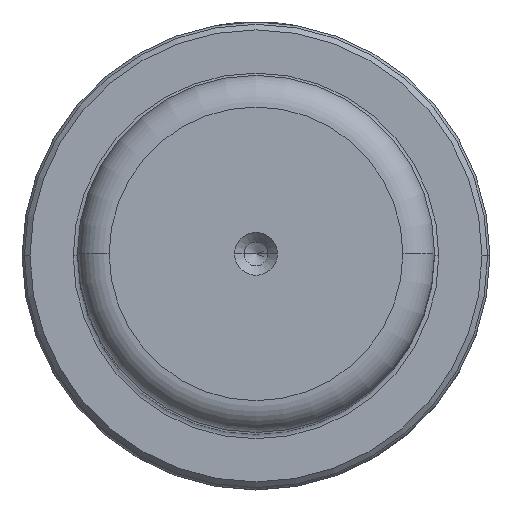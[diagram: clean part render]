
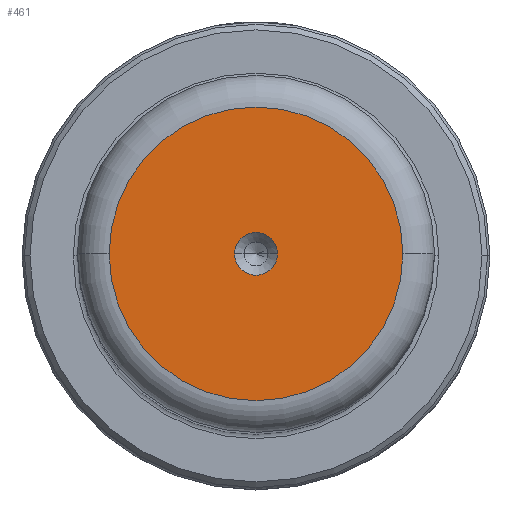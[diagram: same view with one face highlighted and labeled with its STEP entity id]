
A CAD part, top view. The second image highlights one B-rep face of the part: STEP entity #461.
In plain terms, the highlighted planar face has unit normal (0, 0, 1).
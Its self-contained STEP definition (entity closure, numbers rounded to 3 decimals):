
#10 = DIRECTION ( 'NONE',  ( 0., 0., 1. ) ) ;
#71 = CARTESIAN_POINT ( 'NONE',  ( -2.7, 0., 192. ) ) ;
#238 = CARTESIAN_POINT ( 'NONE',  ( 18.514, 0., 192. ) ) ;
#287 = VERTEX_POINT ( 'NONE', #2456 ) ;
#299 = CIRCLE ( 'NONE', #1769, 2.7 ) ;
#305 = DIRECTION ( 'NONE',  ( 0., 0., 1. ) ) ;
#312 = ORIENTED_EDGE ( 'NONE', *, *, #485, .T. ) ;
#426 = DIRECTION ( 'NONE',  ( 1., 0., 0. ) ) ;
#443 = CARTESIAN_POINT ( 'NONE',  ( 0., 0., 192. ) ) ;
#461 = ADVANCED_FACE ( 'NONE', ( #2733, #1916 ), #793, .T. ) ;
#478 = ORIENTED_EDGE ( 'NONE', *, *, #2638, .F. ) ;
#485 = EDGE_CURVE ( 'NONE', #1313, #2135, #3443, .T. ) ;
#495 = CIRCLE ( 'NONE', #2409, 2.7 ) ;
#626 = CARTESIAN_POINT ( 'NONE',  ( 0., 0., 192. ) ) ;
#793 = PLANE ( 'NONE',  #2570 ) ;
#987 = DIRECTION ( 'NONE',  ( 1., 0., 0. ) ) ;
#1009 = DIRECTION ( 'NONE',  ( 0., 0., 1. ) ) ;
#1134 = DIRECTION ( 'NONE',  ( 1., 0., 0. ) ) ;
#1211 = CARTESIAN_POINT ( 'NONE',  ( 0., 0., 192. ) ) ;
#1220 = VERTEX_POINT ( 'NONE', #71 ) ;
#1237 = ORIENTED_EDGE ( 'NONE', *, *, #2944, .T. ) ;
#1313 = VERTEX_POINT ( 'NONE', #3286 ) ;
#1642 = CARTESIAN_POINT ( 'NONE',  ( 0., 0., 192. ) ) ;
#1653 = EDGE_CURVE ( 'NONE', #287, #1220, #495, .T. ) ;
#1769 = AXIS2_PLACEMENT_3D ( 'NONE', #626, #2538, #2555 ) ;
#1916 = FACE_OUTER_BOUND ( 'NONE', #2828, .T. ) ;
#1949 = AXIS2_PLACEMENT_3D ( 'NONE', #1642, #10, #1134 ) ;
#2127 = ORIENTED_EDGE ( 'NONE', *, *, #1653, .F. ) ;
#2135 = VERTEX_POINT ( 'NONE', #238 ) ;
#2150 = DIRECTION ( 'NONE',  ( 1., 0., 0. ) ) ;
#2284 = DIRECTION ( 'NONE',  ( 0., 0., 1. ) ) ;
#2409 = AXIS2_PLACEMENT_3D ( 'NONE', #443, #1009, #426 ) ;
#2456 = CARTESIAN_POINT ( 'NONE',  ( 2.7, 0., 192. ) ) ;
#2497 = AXIS2_PLACEMENT_3D ( 'NONE', #1211, #2284, #987 ) ;
#2538 = DIRECTION ( 'NONE',  ( 0., 0., 1. ) ) ;
#2555 = DIRECTION ( 'NONE',  ( 1., 0., 0. ) ) ;
#2570 = AXIS2_PLACEMENT_3D ( 'NONE', #2925, #305, #2150 ) ;
#2638 = EDGE_CURVE ( 'NONE', #1220, #287, #299, .T. ) ;
#2733 = FACE_BOUND ( 'NONE', #2893, .T. ) ;
#2828 = EDGE_LOOP ( 'NONE', ( #1237, #312 ) ) ;
#2893 = EDGE_LOOP ( 'NONE', ( #2127, #478 ) ) ;
#2925 = CARTESIAN_POINT ( 'NONE',  ( 0., 0., 192. ) ) ;
#2944 = EDGE_CURVE ( 'NONE', #2135, #1313, #3374, .T. ) ;
#3286 = CARTESIAN_POINT ( 'NONE',  ( -18.514, 0., 192. ) ) ;
#3374 = CIRCLE ( 'NONE', #2497, 18.514 ) ;
#3443 = CIRCLE ( 'NONE', #1949, 18.514 ) ;
